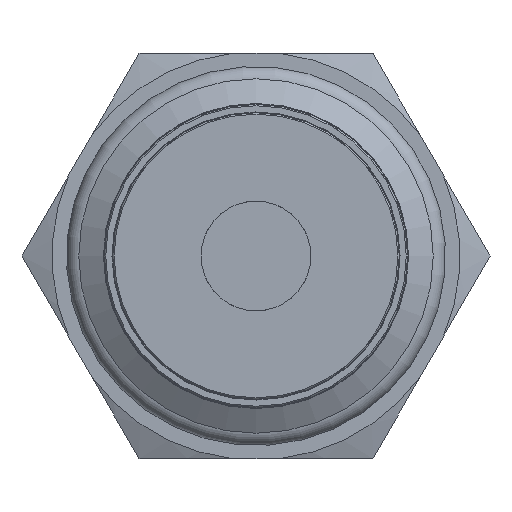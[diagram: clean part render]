
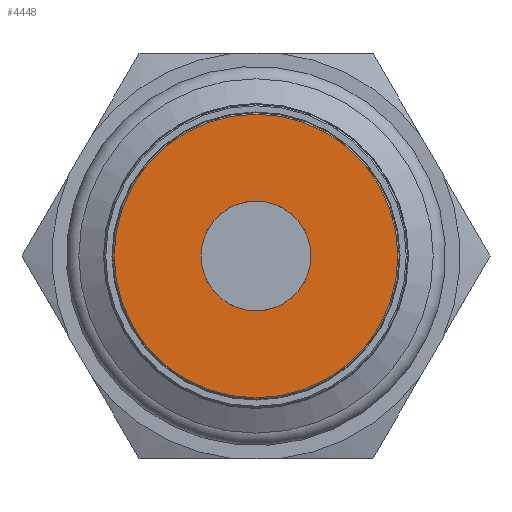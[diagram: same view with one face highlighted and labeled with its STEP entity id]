
A CAD part, left-side view. The second image highlights one B-rep face of the part: STEP entity #4448.
In plain terms, the highlighted planar face has unit normal (-1, 0, 0).
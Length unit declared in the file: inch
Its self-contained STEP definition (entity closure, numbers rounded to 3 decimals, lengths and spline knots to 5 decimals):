
#4261=CARTESIAN_POINT('',(-2.88,-0.203,0.));
#4262=VERTEX_POINT('',#4261);
#4263=CARTESIAN_POINT('',(-2.88,0.,0.));
#4264=DIRECTION('',(1.0,0.0,0.0));
#4265=DIRECTION('',(0.0,1.0,0.0));
#4266=AXIS2_PLACEMENT_3D('',#4263,#4264,#4265);
#4267=CIRCLE('',#4266,0.203);
#4268=EDGE_CURVE('',#4262,#4262,#4267,.T.);
#4414=CARTESIAN_POINT('',(-2.88,0.525,0.));
#4415=VERTEX_POINT('',#4414);
#4416=CARTESIAN_POINT('',(-2.88,0.0,0.0));
#4417=DIRECTION('',(1.0,0.0,0.0));
#4418=DIRECTION('',(0.0,-1.0,0.0));
#4419=AXIS2_PLACEMENT_3D('',#4416,#4417,#4418);
#4420=CIRCLE('',#4419,0.525);
#4421=EDGE_CURVE('',#4415,#4415,#4420,.T.);
#4437=CARTESIAN_POINT('',(-2.88,0.265,0.0));
#4438=DIRECTION('',(-1.0,0.0,0.0));
#4439=DIRECTION('',(0.0,0.0,1.0));
#4440=AXIS2_PLACEMENT_3D('',#4437,#4438,#4439);
#4441=PLANE('',#4440);
#4442=ORIENTED_EDGE('',*,*,#4421,.F.);
#4443=EDGE_LOOP('',(#4442));
#4444=FACE_OUTER_BOUND('',#4443,.T.);
#4445=ORIENTED_EDGE('',*,*,#4268,.T.);
#4446=EDGE_LOOP('',(#4445));
#4447=FACE_BOUND('',#4446,.T.);
#4448=ADVANCED_FACE('',(#4444,#4447),#4441,.T.);
